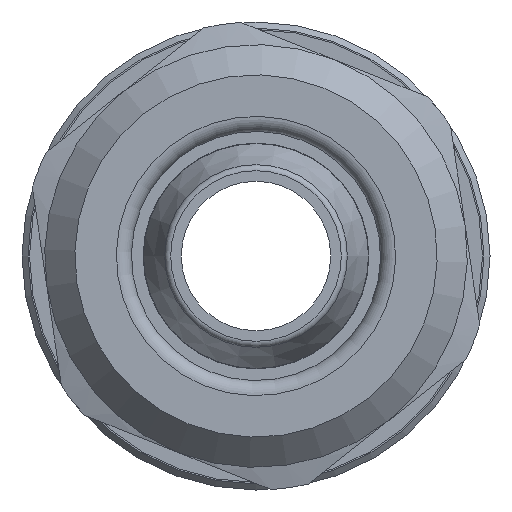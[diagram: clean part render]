
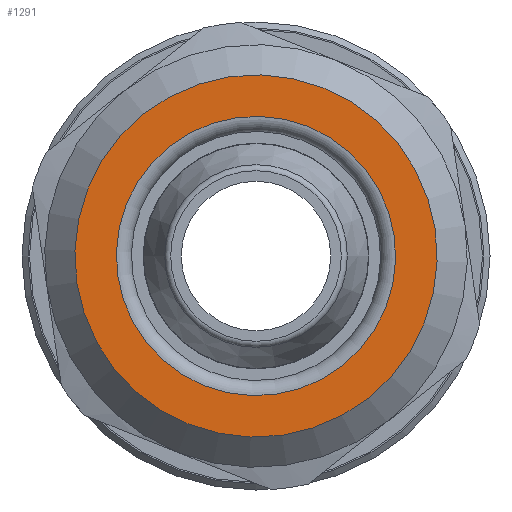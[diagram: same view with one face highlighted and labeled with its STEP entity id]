
A CAD part, left-side view. The second image highlights one B-rep face of the part: STEP entity #1291.
In plain terms, the highlighted planar face has unit normal (-1, 0, 0).
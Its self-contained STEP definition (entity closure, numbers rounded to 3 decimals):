
#1249=CARTESIAN_POINT('',(0.,6.,0.));
#1250=VERTEX_POINT('',#1249);
#1251=CARTESIAN_POINT('',(0.,0.0,0.0));
#1252=DIRECTION('',(1.0,0.0,0.0));
#1253=DIRECTION('',(0.0,-1.0,0.0));
#1254=AXIS2_PLACEMENT_3D('',#1251,#1252,#1253);
#1255=CIRCLE('',#1254,6.);
#1256=EDGE_CURVE('',#1250,#1250,#1255,.T.);
#1272=CARTESIAN_POINT('',(0.,5.563,0.0));
#1273=DIRECTION('',(-1.0,0.0,0.0));
#1274=DIRECTION('',(0.0,0.0,1.0));
#1275=AXIS2_PLACEMENT_3D('',#1272,#1273,#1274);
#1276=PLANE('',#1275);
#1277=ORIENTED_EDGE('',*,*,#1256,.F.);
#1278=EDGE_LOOP('',(#1277));
#1279=FACE_OUTER_BOUND('',#1278,.T.);
#1280=CARTESIAN_POINT('',(0.,4.625,0.));
#1281=VERTEX_POINT('',#1280);
#1282=CARTESIAN_POINT('',(0.,0.0,0.0));
#1283=DIRECTION('',(-1.0,0.0,0.0));
#1284=DIRECTION('',(0.0,-1.0,0.0));
#1285=AXIS2_PLACEMENT_3D('',#1282,#1283,#1284);
#1286=CIRCLE('',#1285,4.625);
#1287=EDGE_CURVE('',#1281,#1281,#1286,.T.);
#1288=ORIENTED_EDGE('',*,*,#1287,.F.);
#1289=EDGE_LOOP('',(#1288));
#1290=FACE_BOUND('',#1289,.T.);
#1291=ADVANCED_FACE('',(#1279,#1290),#1276,.T.);
